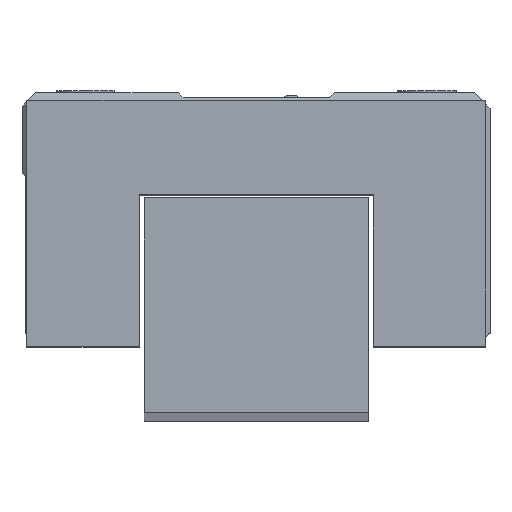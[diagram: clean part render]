
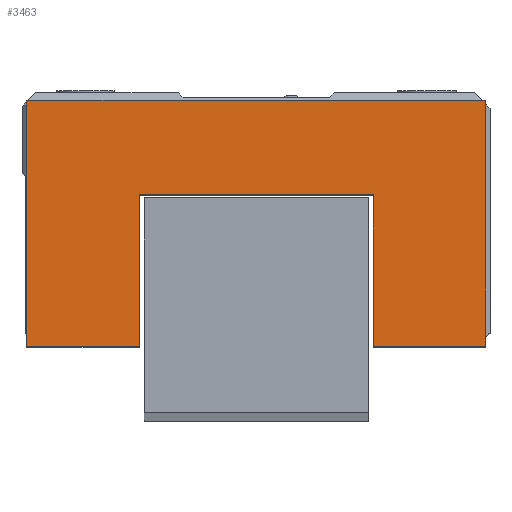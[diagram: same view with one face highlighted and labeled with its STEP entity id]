
A CAD part, top view. The second image highlights one B-rep face of the part: STEP entity #3463.
In plain terms, the highlighted planar face has unit normal (0, 0, 1).
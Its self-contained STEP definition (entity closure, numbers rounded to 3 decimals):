
#2192=DIRECTION('',(0.,-1.,0.));
#2193=VECTOR('',#2192,25.2);
#2194=CARTESIAN_POINT('',(-23.5,14.2,26.25));
#2195=LINE('',#2194,#2193);
#2196=DIRECTION('',(-1.,0.,0.));
#2197=VECTOR('',#2196,47.);
#2198=CARTESIAN_POINT('',(23.5,14.2,26.25));
#2199=LINE('',#2198,#2197);
#2200=DIRECTION('',(0.,1.,0.));
#2201=VECTOR('',#2200,25.2);
#2202=CARTESIAN_POINT('',(23.5,-11.,26.25));
#2203=LINE('',#2202,#2201);
#2204=DIRECTION('',(1.,0.,0.));
#2205=VECTOR('',#2204,11.5);
#2206=CARTESIAN_POINT('',(12.,-11.,26.25));
#2207=LINE('',#2206,#2205);
#2208=DIRECTION('',(0.,-1.,0.));
#2209=VECTOR('',#2208,15.5);
#2210=CARTESIAN_POINT('',(12.,4.5,26.25));
#2211=LINE('',#2210,#2209);
#2212=DIRECTION('',(1.,0.,0.));
#2213=VECTOR('',#2212,24.);
#2214=CARTESIAN_POINT('',(-12.,4.5,26.25));
#2215=LINE('',#2214,#2213);
#2216=DIRECTION('',(0.,1.,0.));
#2217=VECTOR('',#2216,15.5);
#2218=CARTESIAN_POINT('',(-12.,-11.,26.25));
#2219=LINE('',#2218,#2217);
#2220=DIRECTION('',(1.,0.,0.));
#2221=VECTOR('',#2220,11.5);
#2222=CARTESIAN_POINT('',(-23.5,-11.,26.25));
#2223=LINE('',#2222,#2221);
#2358=CARTESIAN_POINT('',(-23.5,14.2,26.25));
#2359=CARTESIAN_POINT('',(-23.5,-11.,26.25));
#2360=VERTEX_POINT('',#2358);
#2361=VERTEX_POINT('',#2359);
#2362=CARTESIAN_POINT('',(-12.,-11.,26.25));
#2363=VERTEX_POINT('',#2362);
#2364=CARTESIAN_POINT('',(-12.,4.5,26.25));
#2365=VERTEX_POINT('',#2364);
#2366=CARTESIAN_POINT('',(12.,4.5,26.25));
#2367=CARTESIAN_POINT('',(12.,-11.,26.25));
#2368=VERTEX_POINT('',#2366);
#2369=VERTEX_POINT('',#2367);
#2370=CARTESIAN_POINT('',(23.5,-11.,26.25));
#2371=VERTEX_POINT('',#2370);
#2372=CARTESIAN_POINT('',(23.5,14.2,26.25));
#2373=VERTEX_POINT('',#2372);
#3447=CARTESIAN_POINT('',(0.,0.,26.25));
#3448=DIRECTION('',(0.,0.,1.));
#3449=DIRECTION('',(1.,0.,0.));
#3450=AXIS2_PLACEMENT_3D('',#3447,#3448,#3449);
#3451=PLANE('',#3450);
#3452=ORIENTED_EDGE('',*,*,#2845,.F.);
#3453=ORIENTED_EDGE('',*,*,#2860,.F.);
#3454=ORIENTED_EDGE('',*,*,#2874,.F.);
#3455=ORIENTED_EDGE('',*,*,#2899,.F.);
#3456=ORIENTED_EDGE('',*,*,#3340,.F.);
#3458=ORIENTED_EDGE('',*,*,#3457,.F.);
#3459=ORIENTED_EDGE('',*,*,#3412,.F.);
#3460=ORIENTED_EDGE('',*,*,#2674,.F.);
#3461=EDGE_LOOP('',(#3452,#3453,#3454,#3455,#3456,#3458,#3459,#3460));
#3462=FACE_OUTER_BOUND('',#3461,.F.);
#3463=ADVANCED_FACE('',(#3462),#3451,.T.);
#2674=EDGE_CURVE('',#2361,#2363,#2223,.T.);
#2845=EDGE_CURVE('',#2360,#2361,#2195,.T.);
#2860=EDGE_CURVE('',#2373,#2360,#2199,.T.);
#2874=EDGE_CURVE('',#2371,#2373,#2203,.T.);
#2899=EDGE_CURVE('',#2369,#2371,#2207,.T.);
#3340=EDGE_CURVE('',#2368,#2369,#2211,.T.);
#3412=EDGE_CURVE('',#2363,#2365,#2219,.T.);
#3457=EDGE_CURVE('',#2365,#2368,#2215,.T.);
